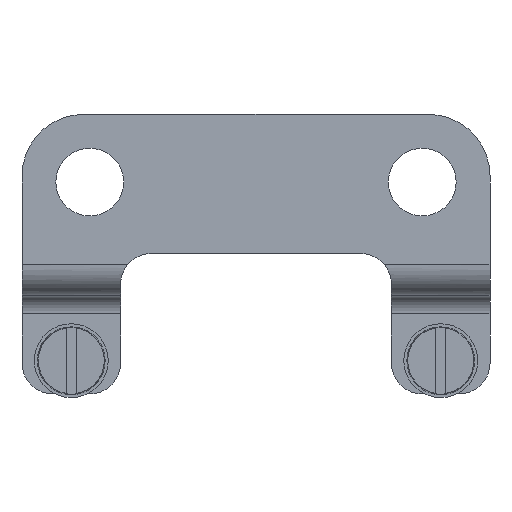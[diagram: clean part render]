
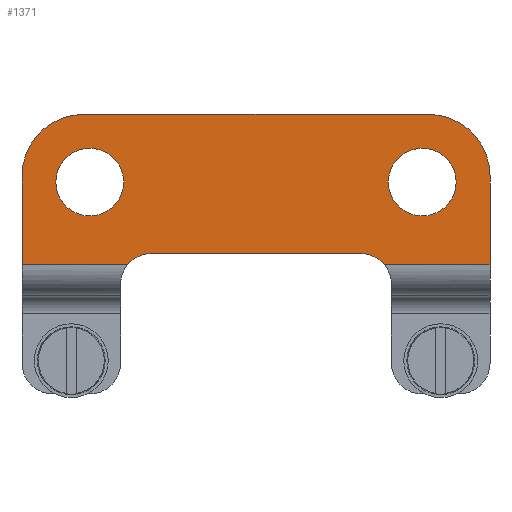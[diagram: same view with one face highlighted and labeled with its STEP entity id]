
A CAD part, front view. The second image highlights one B-rep face of the part: STEP entity #1371.
In plain terms, the highlighted face is planar.
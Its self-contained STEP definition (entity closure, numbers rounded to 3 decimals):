
#57=PLANE('',#1508);
#117=LINE('',#2171,#229);
#118=LINE('',#2186,#230);
#119=LINE('',#2188,#231);
#120=LINE('',#2192,#232);
#121=LINE('',#2195,#233);
#122=LINE('',#2199,#234);
#229=VECTOR('',#1729,1000.);
#230=VECTOR('',#1738,1000.);
#231=VECTOR('',#1739,1000.);
#232=VECTOR('',#1742,1000.);
#233=VECTOR('',#1745,1000.);
#234=VECTOR('',#1748,1000.);
#384=ORIENTED_EDGE('',*,*,#768,.F.);
#385=ORIENTED_EDGE('',*,*,#769,.F.);
#386=ORIENTED_EDGE('',*,*,#770,.F.);
#387=ORIENTED_EDGE('',*,*,#771,.F.);
#388=ORIENTED_EDGE('',*,*,#772,.T.);
#389=ORIENTED_EDGE('',*,*,#773,.T.);
#390=ORIENTED_EDGE('',*,*,#774,.F.);
#391=ORIENTED_EDGE('',*,*,#775,.T.);
#392=ORIENTED_EDGE('',*,*,#766,.T.);
#393=ORIENTED_EDGE('',*,*,#776,.T.);
#394=ORIENTED_EDGE('',*,*,#777,.F.);
#395=ORIENTED_EDGE('',*,*,#778,.F.);
#766=EDGE_CURVE('',#954,#953,#117,.T.);
#768=EDGE_CURVE('',#955,#955,#1070,.T.);
#769=EDGE_CURVE('',#956,#956,#1071,.T.);
#770=EDGE_CURVE('',#957,#958,#1072,.T.);
#771=EDGE_CURVE('',#959,#957,#118,.T.);
#772=EDGE_CURVE('',#959,#960,#119,.T.);
#773=EDGE_CURVE('',#960,#961,#1073,.T.);
#774=EDGE_CURVE('',#962,#961,#120,.T.);
#775=EDGE_CURVE('',#962,#954,#1074,.T.);
#776=EDGE_CURVE('',#953,#963,#121,.T.);
#777=EDGE_CURVE('',#964,#963,#1075,.T.);
#778=EDGE_CURVE('',#958,#964,#122,.T.);
#953=VERTEX_POINT('',#2170);
#954=VERTEX_POINT('',#2172);
#955=VERTEX_POINT('',#2180);
#956=VERTEX_POINT('',#2182);
#957=VERTEX_POINT('',#2184);
#958=VERTEX_POINT('',#2185);
#959=VERTEX_POINT('',#2187);
#960=VERTEX_POINT('',#2189);
#961=VERTEX_POINT('',#2191);
#962=VERTEX_POINT('',#2193);
#963=VERTEX_POINT('',#2196);
#964=VERTEX_POINT('',#2198);
#1070=CIRCLE('',#1509,2.75);
#1071=CIRCLE('',#1510,2.75);
#1072=CIRCLE('',#1511,5.);
#1073=CIRCLE('',#1512,2.5);
#1074=CIRCLE('',#1513,2.5);
#1075=CIRCLE('',#1514,5.);
#1141=EDGE_LOOP('',(#384));
#1142=EDGE_LOOP('',(#385));
#1143=EDGE_LOOP('',(#386,#387,#388,#389,#390,#391,#392,#393,#394,#395));
#1241=FACE_BOUND('',#1141,.T.);
#1242=FACE_BOUND('',#1142,.T.);
#1243=FACE_BOUND('',#1143,.T.);
#1371=ADVANCED_FACE('',(#1241,#1242,#1243),#57,.F.);
#1508=AXIS2_PLACEMENT_3D('',#2178,#1730,#1731);
#1509=AXIS2_PLACEMENT_3D('',#2179,#1732,#1733);
#1510=AXIS2_PLACEMENT_3D('',#2181,#1734,#1735);
#1511=AXIS2_PLACEMENT_3D('',#2183,#1736,#1737);
#1512=AXIS2_PLACEMENT_3D('',#2190,#1740,#1741);
#1513=AXIS2_PLACEMENT_3D('',#2194,#1743,#1744);
#1514=AXIS2_PLACEMENT_3D('',#2197,#1746,#1747);
#1729=DIRECTION('',(0.,0.,-1.));
#1730=DIRECTION('',(-1.,0.,0.));
#1731=DIRECTION('',(0.,0.,1.));
#1732=DIRECTION('',(1.,0.,0.));
#1733=DIRECTION('',(0.,0.,-1.));
#1734=DIRECTION('',(1.,0.,0.));
#1735=DIRECTION('',(0.,0.,-1.));
#1736=DIRECTION('',(-1.,0.,0.));
#1737=DIRECTION('',(0.,0.,1.));
#1738=DIRECTION('',(0.,1.,0.));
#1739=DIRECTION('',(0.,0.,-1.));
#1740=DIRECTION('',(-1.,0.,0.));
#1741=DIRECTION('',(0.,0.,1.));
#1742=DIRECTION('',(0.,0.,1.));
#1743=DIRECTION('',(-1.,0.,0.));
#1744=DIRECTION('',(0.,0.,1.));
#1745=DIRECTION('',(0.,1.,0.));
#1746=DIRECTION('',(-1.,0.,0.));
#1747=DIRECTION('',(0.,0.,1.));
#1748=DIRECTION('',(0.,0.,-1.));
#2170=CARTESIAN_POINT('',(0.,2.5,-19.));
#2171=CARTESIAN_POINT('',(0.,2.5,19.));
#2172=CARTESIAN_POINT('',(0.,2.5,-10.421));
#2178=CARTESIAN_POINT('',(0.,2.5,19.));
#2179=CARTESIAN_POINT('',(0.,9.2,-13.5));
#2180=CARTESIAN_POINT('',(0.,9.2,-16.25));
#2181=CARTESIAN_POINT('',(0.,9.2,13.5));
#2182=CARTESIAN_POINT('',(0.,9.2,10.75));
#2183=CARTESIAN_POINT('',(0.,9.7,14.));
#2184=CARTESIAN_POINT('',(0.,9.7,19.));
#2185=CARTESIAN_POINT('',(0.,14.7,14.));
#2186=CARTESIAN_POINT('',(0.,2.5,19.));
#2187=CARTESIAN_POINT('',(0.,2.5,19.));
#2188=CARTESIAN_POINT('',(0.,2.5,19.));
#2189=CARTESIAN_POINT('',(0.,2.5,10.421));
#2190=CARTESIAN_POINT('',(0.,0.9,8.5));
#2191=CARTESIAN_POINT('',(0.,3.4,8.5));
#2192=CARTESIAN_POINT('',(0.,3.4,19.));
#2193=CARTESIAN_POINT('',(0.,3.4,-8.5));
#2194=CARTESIAN_POINT('',(0.,0.9,-8.5));
#2195=CARTESIAN_POINT('',(0.,2.5,-19.));
#2196=CARTESIAN_POINT('',(0.,9.7,-19.));
#2197=CARTESIAN_POINT('',(0.,9.7,-14.));
#2198=CARTESIAN_POINT('',(0.,14.7,-14.));
#2199=CARTESIAN_POINT('',(0.,14.7,19.));
